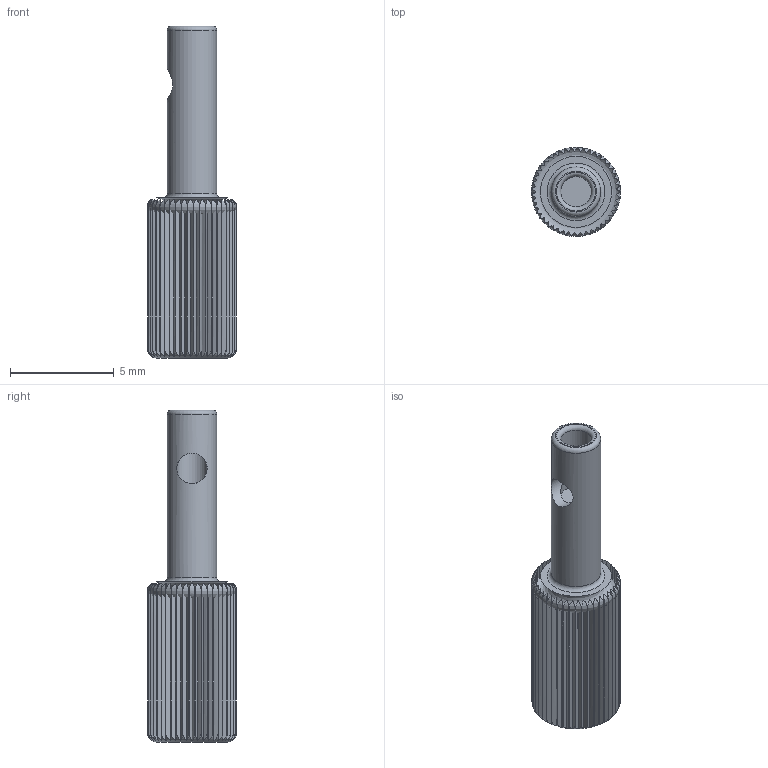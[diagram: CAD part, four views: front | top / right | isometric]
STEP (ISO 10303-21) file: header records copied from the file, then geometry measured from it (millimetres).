
FILE_DESCRIPTION(('FreeCAD Model'),'2;1');
FILE_NAME('Open CASCADE Shape Model','2021-12-15T13:40:49',('Author'),( ''),'Open CASCADE STEP processor 7.5','FreeCAD','Unknown');
FILE_SCHEMA(('AUTOMOTIVE_DESIGN { 1 0 10303 214 1 1 1 1 }'));
Length unit declared in the file: millimetre
Products named in the file (1): Body
Bounding box: 4.3 x 4.3 x 16.04 mm (x, y, z)
Volume: 125.9 mm3; surface area: 282.3 mm2
Topology: 1 solids, 1 shells, 192 faces, 564 edges, 375 vertices
Faces by surface type: extrusion 180, plane 4, torus 3, cylinder 3, revolution 2
Full cylindrical faces by diameter (mm): 1.473 x2, 2.38 x1
Entity records: 29149 total; most frequent: CARTESIAN_POINT 19977, B_SPLINE_CURVE_WITH_KNOTS 1275, ORIENTED_EDGE 1128, PCURVE 1128, DEFINITIONAL_REPRESENTATION 1128, DIRECTION 821, VECTOR 752, LINE 572
